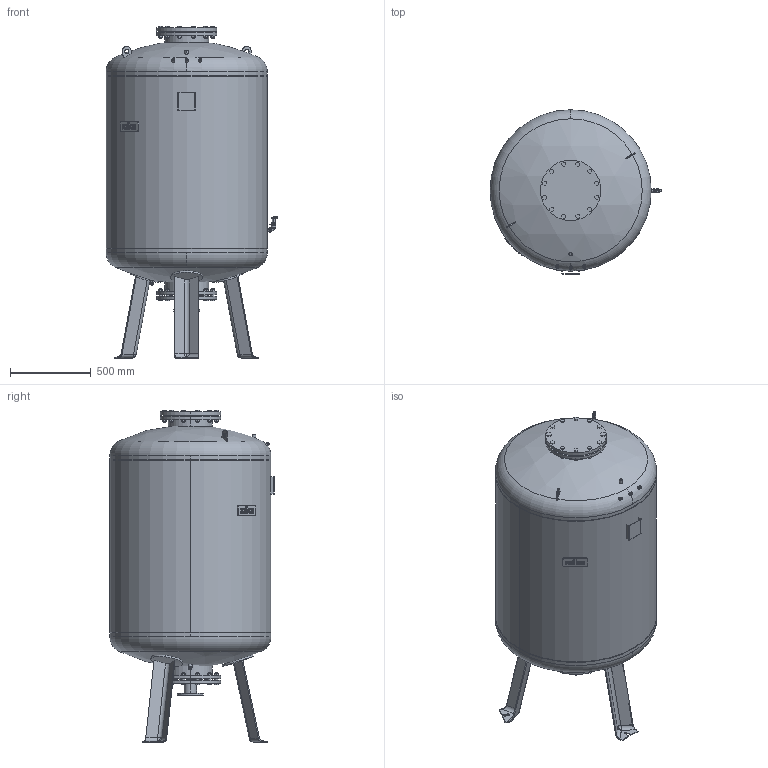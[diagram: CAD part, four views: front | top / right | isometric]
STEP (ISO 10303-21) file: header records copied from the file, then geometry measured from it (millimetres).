
FILE_DESCRIPTION((''),'2;1');
FILE_NAME('3d_RF1000_10bar-7652005.stp','2010-09-15T12:55:25',(''),(''),'Mechanical Desktop 2009','Mechanical Desktop 2009',', , ');
FILE_SCHEMA(('CONFIG_CONTROL_DESIGN'));
Length unit declared in the file: millimetre
Products named in the file (1): Product
Bounding box: 1066 x 1020 x 2060 mm (x, y, z)
Volume: 1091866194.5 mm3; surface area: 10702431 mm2
Topology: 23 solids, 23 shells, 940 faces, 2272 edges, 1458 vertices
Faces by surface type: plane 556, cylinder 222, cone 82, bspline 49, torus 16, sphere 15
Entity records: 28959 total; most frequent: CARTESIAN_POINT 6557, DIRECTION 4649, ORIENTED_EDGE 4504, EDGE_CURVE 2252, AXIS2_PLACEMENT_3D 1558, VECTOR 1533, LINE 1533, VERTEX_POINT 1458
